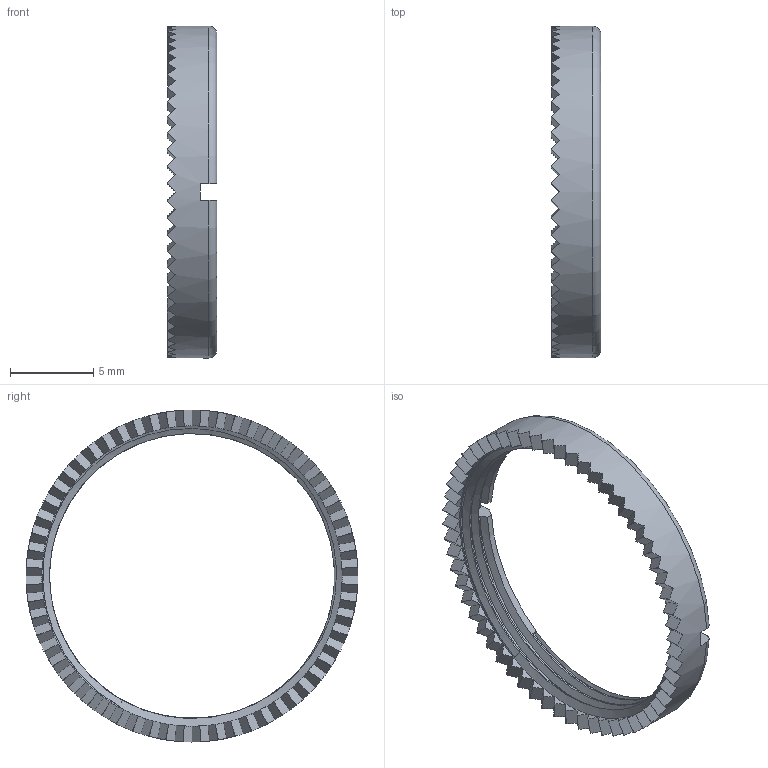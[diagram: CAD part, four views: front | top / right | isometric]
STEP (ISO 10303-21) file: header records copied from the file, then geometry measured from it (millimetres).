
FILE_DESCRIPTION(/* description */ (''),/* implementation_level */ '2;1');
FILE_NAME(/* name */ '01-0010-001.stp',/* time_stamp */ '2016-07-26T06:10:52+02:00',/* author */ (''),/* organization */ ('Franz Binder GmbH & Co.'),/* preprocessor_version */ 'ST-DEVELOPER v14',/* originating_system */ 'SIEMENS PLM Software NX 8.0',/* authorisation */ '');
FILE_SCHEMA (('AUTOMOTIVE_DESIGN { 1 0 10303 214 3 1 1 1 }'));
Length unit declared in the file: millimetre
Products named in the file (1): sgro14C43C10wm82
Bounding box: 3 x 20 x 20 mm (x, y, z)
Volume: 181 mm3; surface area: 539.5 mm2
Topology: 1 solids, 1 shells, 268 faces, 681 edges, 413 vertices
Faces by surface type: plane 187, cylinder 69, bspline 7, cone 3, torus 2
Full cylindrical faces by diameter (mm): 20 x1
Entity records: 10314 total; most frequent: CARTESIAN_POINT 3644, DIRECTION 1535, ORIENTED_EDGE 1356, EDGE_CURVE 678, AXIS2_PLACEMENT_3D 636, VERTEX_POINT 412, EDGE_LOOP 270, ADVANCED_FACE 268
